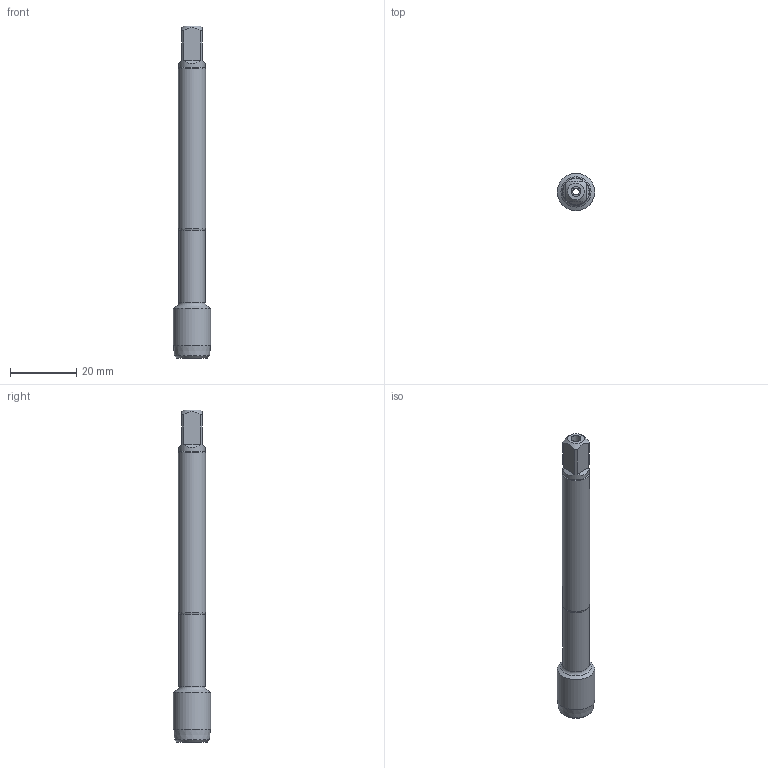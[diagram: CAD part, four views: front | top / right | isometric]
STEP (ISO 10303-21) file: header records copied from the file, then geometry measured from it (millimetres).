
FILE_DESCRIPTION(/* description */ (''),/* implementation_level */ '2;1');
FILE_NAME(/* name */ 'tool.stp',/* time_stamp */ '2022-05-05T20:13:01+02:00',/* author */ (''),/* organization */ ('SMS'),/* preprocessor_version */ 'ST-DEVELOPER v16.7',/* originating_system */ 'SIEMENS PLM Software NX 12.0',/* authorisation */ '');
FILE_SCHEMA (('AUTOMOTIVE_DESIGN { 1 0 10303 214 3 1 1 1 }'));
Length unit declared in the file: millimetre
Products named in the file (1): Tool
Bounding box: 11.22 x 11.22 x 100 mm (x, y, z)
Volume: 5359.8 mm3; surface area: 3621.2 mm2
Topology: 2 solids, 2 shells, 28 faces, 65 edges, 45 vertices
Faces by surface type: plane 13, cylinder 7, cone 6, torus 2
Full cylindrical faces by diameter (mm): 2 x2, 3 x1, 7.876 x1, 7.904 x1, 8.204 x1, 11.219 x1
Entity records: 791 total; most frequent: CARTESIAN_POINT 155, DIRECTION 130, ORIENTED_EDGE 86, AXIS2_PLACEMENT_3D 59, EDGE_LOOP 48, EDGE_CURVE 43, FACE_BOUND 40, VERTEX_POINT 35
